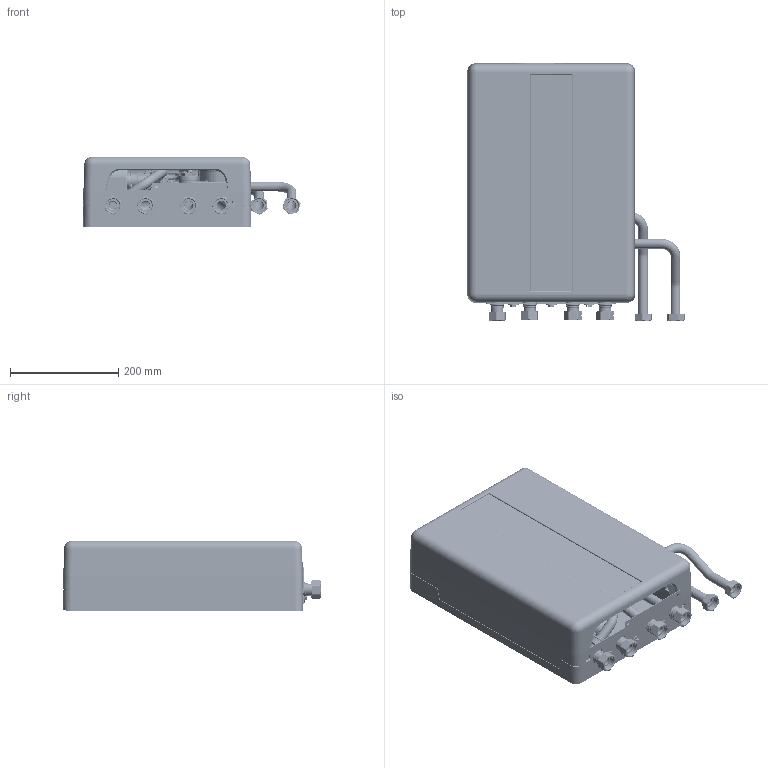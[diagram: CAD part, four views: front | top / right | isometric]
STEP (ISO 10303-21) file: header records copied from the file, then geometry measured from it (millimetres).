
FILE_DESCRIPTION (( 'STEP AP214' ), '1' );
FILE_NAME ('145B4183.STEP', '2023-09-12T09:54:29', ( '' ), ( '' ), 'SwSTEP 2.0', 'SolidWorks 2020', '' );
FILE_SCHEMA (( 'AUTOMOTIVE_DESIGN' ));
Length unit declared in the file: millimetre
Products named in the file (3): 145B4183-Cover; 145B4183; 145B4183-Unit
Assembly tree (2 placements, depth 2):
  145B4183
    145B4183-Unit
    145B4183-Cover
Bounding box: 401.65 x 476 x 130 mm (x, y, z)
Volume: 4497714.9 mm3; surface area: 1419504.6 mm2
Topology: 4 solids, 235 shells, 3472 faces, 14411 edges, 10853 vertices
Faces by surface type: cylinder 1247, plane 946, bspline 510, cone 396, torus 349, sphere 24
Entity records: 248899 total; most frequent: CARTESIAN_POINT 106243, ORIENTED_EDGE 21500, DIRECTION 18459, EDGE_CURVE 14347, VERTEX_POINT 10851, AXIS2_PLACEMENT_3D 7045, B_SPLINE_CURVE_WITH_KNOTS 4874, LINE 4369
